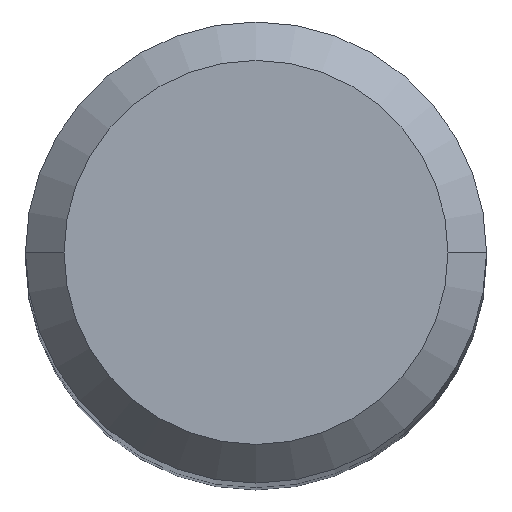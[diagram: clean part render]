
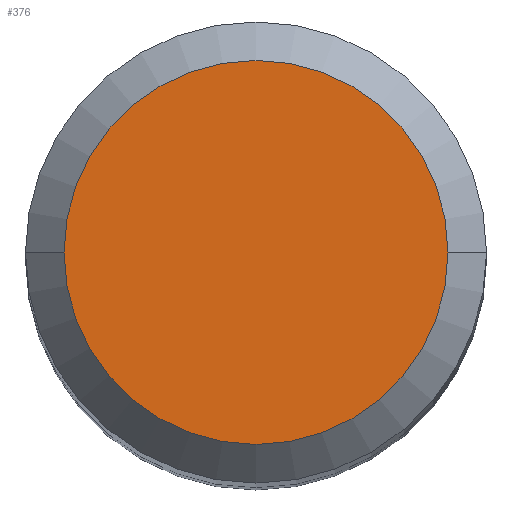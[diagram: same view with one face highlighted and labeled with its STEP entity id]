
A CAD part, top view. The second image highlights one B-rep face of the part: STEP entity #376.
In plain terms, the highlighted planar face has unit normal (0, 0, 1).
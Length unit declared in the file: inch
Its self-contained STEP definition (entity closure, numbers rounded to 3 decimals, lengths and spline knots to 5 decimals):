
#10 = DIRECTION ( 'NONE',  ( 0., 0., 1. ) ) ;
#57 = CIRCLE ( 'NONE', #206, 0.15575 ) ;
#80 = ORIENTED_EDGE ( 'NONE', *, *, #180, .T. ) ;
#104 = CIRCLE ( 'NONE', #231, 0.15575 ) ;
#132 = EDGE_LOOP ( 'NONE', ( #226, #80 ) ) ;
#159 = DIRECTION ( 'NONE',  ( 0., 0., -1. ) ) ;
#180 = EDGE_CURVE ( 'NONE', #260, #232, #104, .T. ) ;
#188 = DIRECTION ( 'NONE',  ( -1., 0., 0. ) ) ;
#191 = FACE_OUTER_BOUND ( 'NONE', #132, .T. ) ;
#192 = PLANE ( 'NONE',  #297 ) ;
#206 = AXIS2_PLACEMENT_3D ( 'NONE', #277, #250, #370 ) ;
#226 = ORIENTED_EDGE ( 'NONE', *, *, #325, .T. ) ;
#231 = AXIS2_PLACEMENT_3D ( 'NONE', #273, #10, #242 ) ;
#232 = VERTEX_POINT ( 'NONE', #358 ) ;
#242 = DIRECTION ( 'NONE',  ( 1., 0., 0. ) ) ;
#244 = CARTESIAN_POINT ( 'NONE',  ( 0., 0., 0. ) ) ;
#250 = DIRECTION ( 'NONE',  ( 0., 0., 1. ) ) ;
#260 = VERTEX_POINT ( 'NONE', #268 ) ;
#268 = CARTESIAN_POINT ( 'NONE',  ( 0.15575, 0., 0. ) ) ;
#273 = CARTESIAN_POINT ( 'NONE',  ( 0., 0., 0. ) ) ;
#277 = CARTESIAN_POINT ( 'NONE',  ( 0., 0., 0. ) ) ;
#297 = AXIS2_PLACEMENT_3D ( 'NONE', #244, #159, #188 ) ;
#325 = EDGE_CURVE ( 'NONE', #232, #260, #57, .T. ) ;
#358 = CARTESIAN_POINT ( 'NONE',  ( -0.15575, 0., 0. ) ) ;
#370 = DIRECTION ( 'NONE',  ( 1., 0., 0. ) ) ;
#376 = ADVANCED_FACE ( 'NONE', ( #191 ), #192, .F. ) ;
